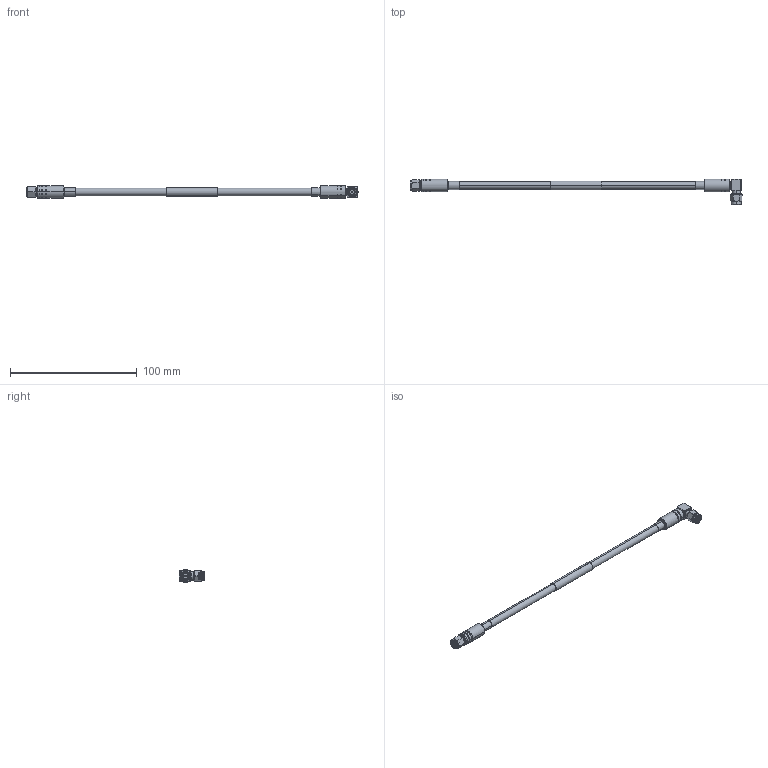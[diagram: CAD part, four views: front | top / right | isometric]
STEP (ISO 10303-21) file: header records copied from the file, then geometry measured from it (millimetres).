
FILE_DESCRIPTION (( 'STEP AP214' ), '1' );
FILE_NAME ('FMC00472-0001_3D.step', '2023-02-23T03:20:45', ( '' ), ( '' ), 'SwSTEP 2.0', 'SolidWorks 2022', '' );
FILE_SCHEMA (( 'AUTOMOTIVE_DESIGN' ));
Length unit declared in the file: inch
Products named in the file (11): TC-240-SM-SS-X; LMR-240^FMC00472-0001; TC-240-SM-SS-X_c-contact; Copy of EZ-240-SM-RA-X^FMC00472-0001; TC-240-SM-SS-X_ferrule; TC-240-SM-SS-X_body; FMC00472-0001_3D; Copy of EZ-240-SM-RA-X_body^Copy of EZ-240-SM-RA-X_FMC00472-0001; heat shrink conn 2^FMC00472-0001_conn 1; Copy of EZ-240-SM-RA-X_ferrule^Copy of EZ-240-SM-RA-X_FMC00472-0001; heat shrink conn 1^FMC00472-0001_conn 1
Assembly tree (10 placements, depth 3):
  FMC00472-0001_3D
    LMR-240^FMC00472-0001
    TC-240-SM-SS-X
      TC-240-SM-SS-X_body
      TC-240-SM-SS-X_c-contact
      TC-240-SM-SS-X_ferrule
    heat shrink conn 1^FMC00472-0001_conn 1
    Copy of EZ-240-SM-RA-X^FMC00472-0001
      Copy of EZ-240-SM-RA-X_body^Copy of EZ-240-SM-RA-X_FMC00472-0001
      Copy of EZ-240-SM-RA-X_ferrule^Copy of EZ-240-SM-RA-X_FMC00472-0001
    heat shrink conn 2^FMC00472-0001_conn 1
Bounding box: 262.21 x 20.14 x 9.88 mm (x, y, z)
Volume: 9205.2 mm3; surface area: 12747.7 mm2
Topology: 9 solids, 9 shells, 311 faces, 646 edges, 382 vertices
Faces by surface type: cone 110, cylinder 108, plane 67, torus 22, sphere 4
Entity records: 9033 total; most frequent: CARTESIAN_POINT 1660, DIRECTION 1596, ORIENTED_EDGE 1292, AXIS2_PLACEMENT_3D 682, EDGE_CURVE 646, VERTEX_POINT 382, CIRCLE 356, EDGE_LOOP 350
